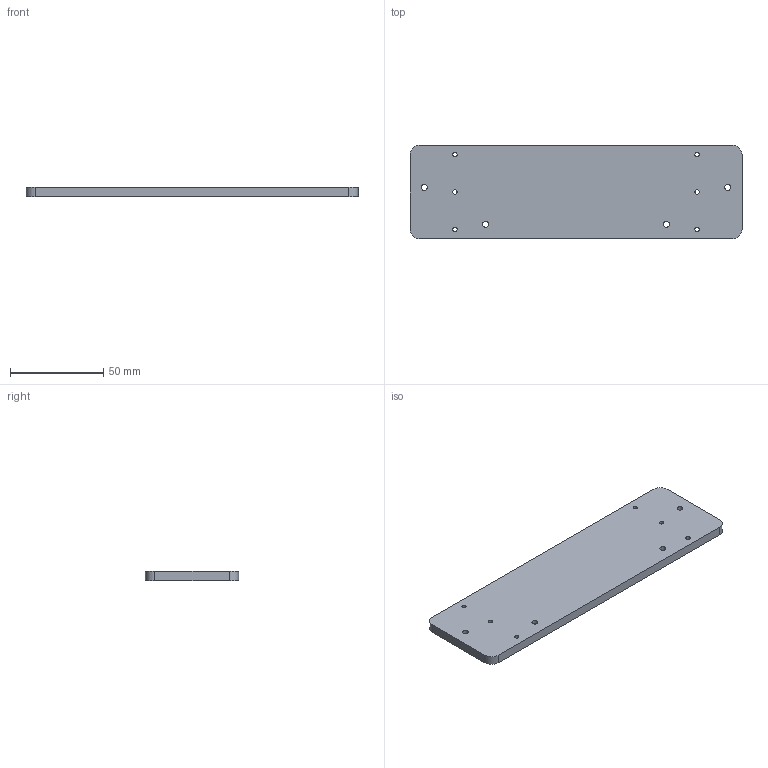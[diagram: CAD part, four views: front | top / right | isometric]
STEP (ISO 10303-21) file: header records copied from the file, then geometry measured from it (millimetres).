
FILE_DESCRIPTION(/* description */ (''),/* implementation_level */ '2;1');
FILE_NAME(/* name */ 'MiniSub_TestRig_MotorMount.step',/* time_stamp */ '2022-04-25T09:46:30+02:00',/* author */ (''),/* organization */ (''),/* preprocessor_version */ 'ST-DEVELOPER v18.1',/* originating_system */ 'Autodesk Translation Framework v10.14.0.1471',/* authorisation */ '');
FILE_SCHEMA (('AUTOMOTIVE_DESIGN { 1 0 10303 214 3 1 1 }'));
Length unit declared in the file: millimetre
Products named in the file (1): FusionComponent
Bounding box: 178 x 50 x 5 mm (x, y, z)
Volume: 44107.2 mm3; surface area: 20296.5 mm2
Topology: 1 solids, 1 shells, 26 faces, 66 edges, 42 vertices
Faces by surface type: cylinder 14, cone 6, plane 6
Full cylindrical faces by diameter (mm): 2.3 x6, 3.2 x4
Entity records: 869 total; most frequent: DIRECTION 154, CARTESIAN_POINT 135, ORIENTED_EDGE 132, EDGE_CURVE 66, AXIS2_PLACEMENT_3D 61, EDGE_LOOP 46, VERTEX_POINT 42, CIRCLE 34
